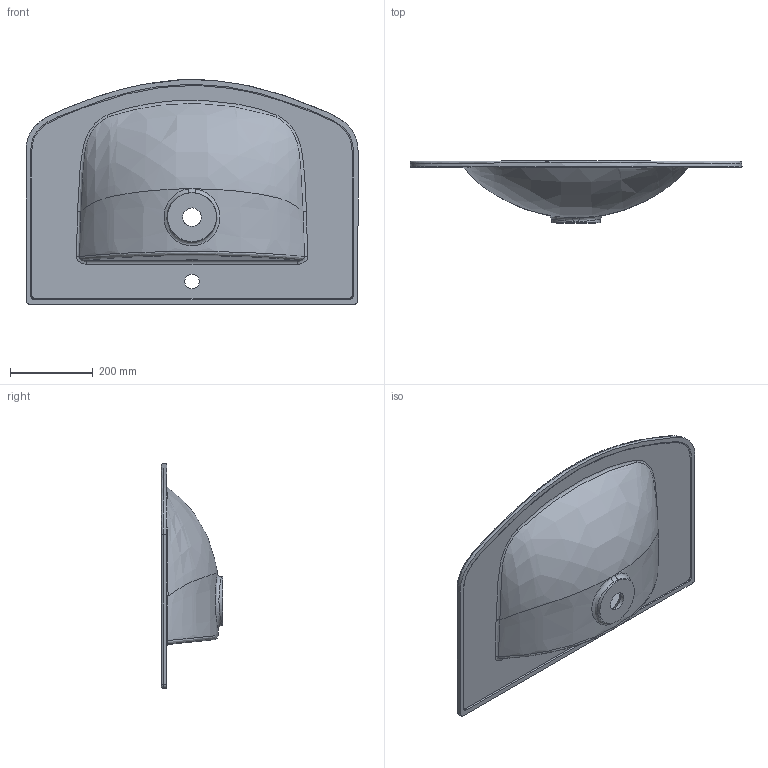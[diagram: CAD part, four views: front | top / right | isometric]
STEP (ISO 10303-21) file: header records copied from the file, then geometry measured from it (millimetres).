
FILE_DESCRIPTION (( 'STEP AP214' ), '1' );
FILE_NAME ('DEA 80.STEP', '2021-11-18T08:28:18', ( '' ), ( '' ), 'SwSTEP 2.0', 'SolidWorks 2020', '' );
FILE_SCHEMA (( 'AUTOMOTIVE_DESIGN' ));
Length unit declared in the file: millimetre
Products named in the file (1): DEA 80
Bounding box: 800.98 x 149 x 542.5 mm (x, y, z)
Volume: 5606827.9 mm3; surface area: 983672.1 mm2
Topology: 1 solids, 1 shells, 62 faces, 158 edges, 101 vertices
Faces by surface type: bspline 35, cylinder 16, plane 9, cone 2
Entity records: 17428 total; most frequent: CARTESIAN_POINT 16169, ORIENTED_EDGE 316, DIRECTION 165, EDGE_CURVE 158, VERTEX_POINT 101, B_SPLINE_CURVE_WITH_KNOTS 73, EDGE_LOOP 71, AXIS2_PLACEMENT_3D 66
